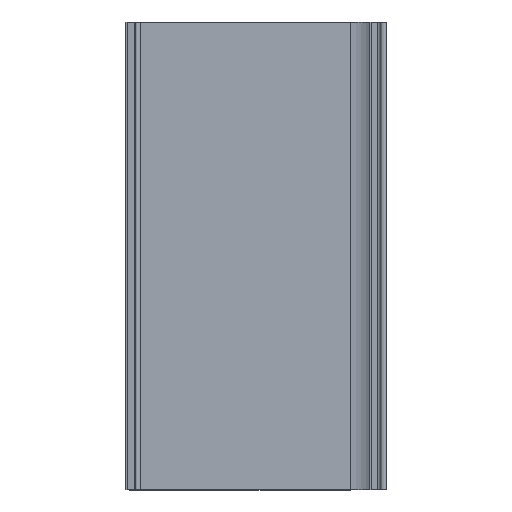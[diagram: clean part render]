
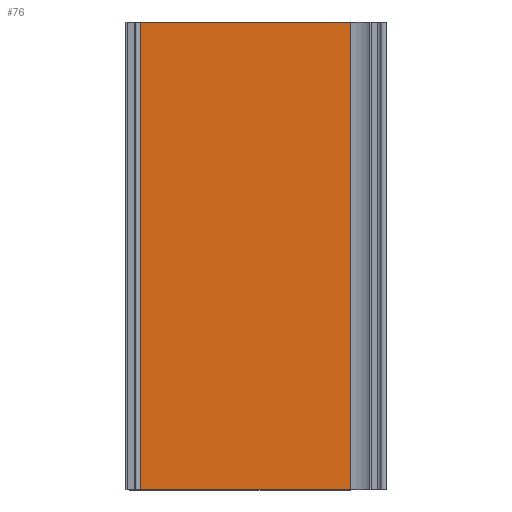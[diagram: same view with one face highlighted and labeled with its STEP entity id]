
A CAD part, top view. The second image highlights one B-rep face of the part: STEP entity #76.
In plain terms, the highlighted planar face has unit normal (0, 0, 1).
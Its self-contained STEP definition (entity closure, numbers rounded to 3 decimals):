
#76=ADVANCED_FACE('',(#128),#107,.F.);
#107=PLANE('',#669);
#128=FACE_OUTER_BOUND('',#160,.T.);
#160=EDGE_LOOP('',(#216,#217,#218,#219));
#216=ORIENTED_EDGE('',*,*,#449,.T.);
#217=ORIENTED_EDGE('',*,*,#450,.F.);
#218=ORIENTED_EDGE('',*,*,#451,.F.);
#219=ORIENTED_EDGE('',*,*,#447,.T.);
#380=VERTEX_POINT('',#945);
#381=VERTEX_POINT('',#947);
#382=VERTEX_POINT('',#951);
#383=VERTEX_POINT('',#953);
#447=EDGE_CURVE('',#381,#380,#536,.T.);
#449=EDGE_CURVE('',#380,#382,#537,.T.);
#450=EDGE_CURVE('',#383,#382,#538,.T.);
#451=EDGE_CURVE('',#381,#383,#539,.T.);
#536=LINE('',#946,#602);
#537=LINE('',#950,#603);
#538=LINE('',#952,#604);
#539=LINE('',#954,#605);
#602=VECTOR('',#757,1.);
#603=VECTOR('',#762,1.);
#604=VECTOR('',#763,1.);
#605=VECTOR('',#764,1.);
#669=AXIS2_PLACEMENT_3D('',#955,#765,#766);
#757=DIRECTION('',(0.,-1.,0.));
#762=DIRECTION('',(1.,0.,0.));
#763=DIRECTION('',(0.,-1.,0.));
#764=DIRECTION('',(1.,0.,0.));
#765=DIRECTION('',(0.,0.,-1.));
#766=DIRECTION('',(-1.,0.,0.));
#945=CARTESIAN_POINT('',(-283.67,0.,5.8));
#946=CARTESIAN_POINT('',(-283.67,1160.,5.8));
#947=CARTESIAN_POINT('',(-283.67,1160.,5.8));
#950=CARTESIAN_POINT('',(-283.67,0.,5.8));
#951=CARTESIAN_POINT('',(237.5,0.,5.8));
#952=CARTESIAN_POINT('',(237.5,1160.,5.8));
#953=CARTESIAN_POINT('',(237.5,1160.,5.8));
#954=CARTESIAN_POINT('',(-283.67,1160.,5.8));
#955=CARTESIAN_POINT('',(-283.67,1160.,5.8));
